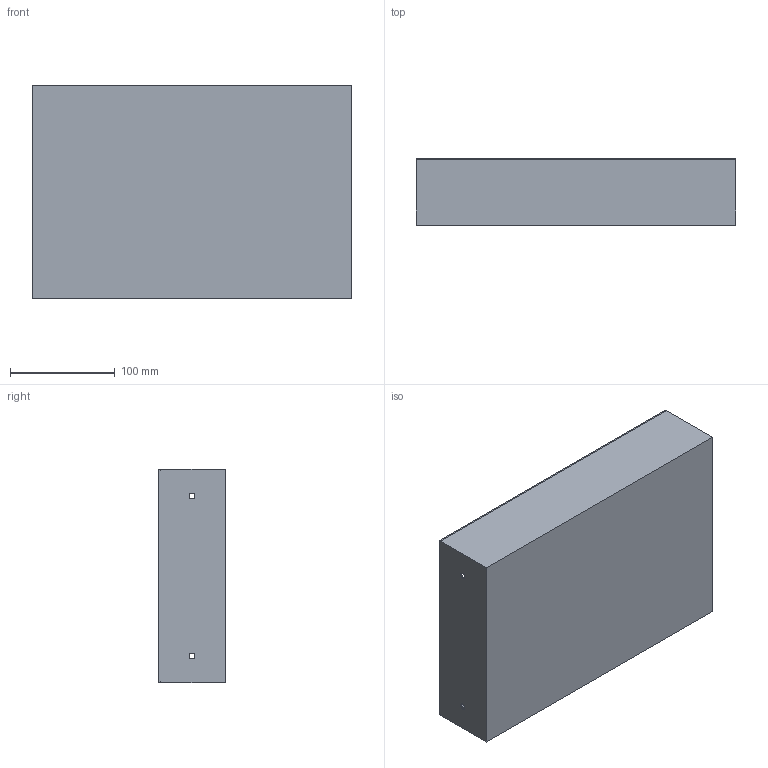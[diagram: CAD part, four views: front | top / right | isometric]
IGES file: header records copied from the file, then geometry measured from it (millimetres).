
Start section: SolidWorks IGES file using analytic representation for surfaces
Global section: file name: B005T574YQ.3D.IGS; native system: SolidWorks 2012; preprocessor: SolidWorks 2012; author: AE18; date: 130831.191755; units: inch
Bounding box: 304.8 x 63.5 x 203.2 mm (x, y, z)
Surface area: 276016.6 mm2 (no closed solid volume)
Topology: 0 solids, 0 shells, 63 faces, 808 edges, 808 vertices
Faces by surface type: bspline 47, revolution 16
